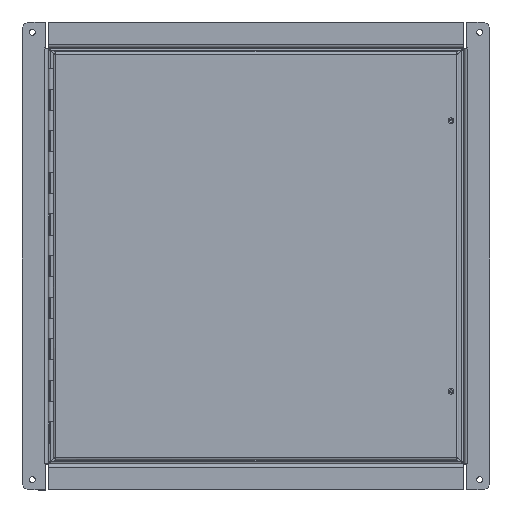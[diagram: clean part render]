
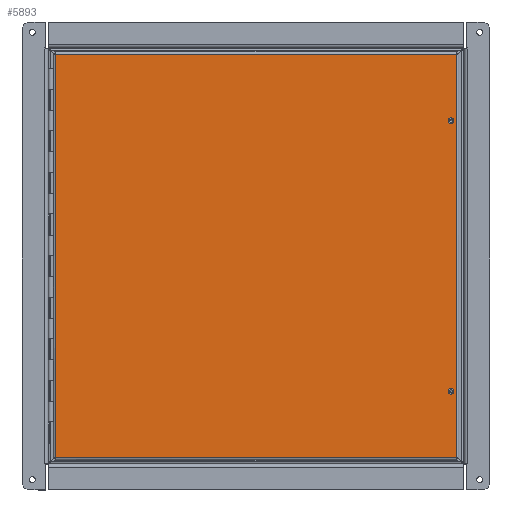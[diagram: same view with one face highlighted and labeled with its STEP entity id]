
A CAD part, top view. The second image highlights one B-rep face of the part: STEP entity #5893.
In plain terms, the highlighted planar face has unit normal (0, 0, 1).
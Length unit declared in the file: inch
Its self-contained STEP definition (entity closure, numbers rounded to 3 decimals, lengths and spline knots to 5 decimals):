
#92=FACE_BOUND($,#1146,.T.);
#93=FACE_BOUND($,#1147,.T.);
#94=FACE_BOUND($,#1148,.T.);
#181=CIRCLE($,#6247,0.1405);
#183=CIRCLE($,#6250,0.1405);
#499=PLANE($,#6280);
#1146=EDGE_LOOP($,(#4549));
#1147=EDGE_LOOP($,(#4550));
#1148=EDGE_LOOP($,(#4551,#4552,#4553,#4554));
#1620=LINE($,#9840,#2168);
#1636=LINE($,#9942,#2184);
#1651=LINE($,#10042,#2199);
#1666=LINE($,#10141,#2214);
#2168=VECTOR($,#7182,19.2895);
#2184=VECTOR($,#7212,19.4145);
#2199=VECTOR($,#7241,19.2895);
#2214=VECTOR($,#7270,19.4145);
#2660=VERTEX_POINT($,#9820);
#2662=VERTEX_POINT($,#9825);
#2665=VERTEX_POINT($,#9831);
#2666=VERTEX_POINT($,#9839);
#2677=VERTEX_POINT($,#9941);
#2687=VERTEX_POINT($,#10041);
#3276=EDGE_CURVE($,#2660,#2660,#181,.T.);
#3278=EDGE_CURVE($,#2662,#2662,#183,.T.);
#3281=EDGE_CURVE($,#2666,#2665,#1620,.T.);
#3301=EDGE_CURVE($,#2677,#2666,#1636,.T.);
#3320=EDGE_CURVE($,#2687,#2677,#1651,.T.);
#3339=EDGE_CURVE($,#2665,#2687,#1666,.T.);
#4549=ORIENTED_EDGE($,*,*,#3276,.T.);
#4550=ORIENTED_EDGE($,*,*,#3278,.T.);
#4551=ORIENTED_EDGE($,*,*,#3281,.T.);
#4552=ORIENTED_EDGE($,*,*,#3339,.T.);
#4553=ORIENTED_EDGE($,*,*,#3320,.T.);
#4554=ORIENTED_EDGE($,*,*,#3301,.T.);
#5893=ADVANCED_FACE($,(#92,#93,#94),#499,.T.);
#6247=AXIS2_PLACEMENT_3D($,#9821,#7171,#7172);
#6250=AXIS2_PLACEMENT_3D($,#9826,#7177,#7178);
#6280=AXIS2_PLACEMENT_3D($,#10228,#7297,#7298);
#7171=DIRECTION('center_axis',(0.,0.,-1.));
#7172=DIRECTION('ref_axis',(-1.,0.,0.));
#7177=DIRECTION('center_axis',(0.,0.,-1.));
#7178=DIRECTION('ref_axis',(-1.,0.,0.));
#7182=DIRECTION($,(-1.,0.,0.));
#7212=DIRECTION($,(0.,1.,0.));
#7241=DIRECTION($,(1.,0.,0.));
#7270=DIRECTION($,(0.,-1.,0.));
#7297=DIRECTION('center_axis',(0.,0.,1.));
#7298=DIRECTION('ref_axis',(1.,0.,0.));
#9820=CARTESIAN_POINT('',(9.5155,-6.5,0.074));
#9821=CARTESIAN_POINT('Origin',(9.375,-6.5,0.074));
#9825=CARTESIAN_POINT('',(9.5155,6.5,0.074));
#9826=CARTESIAN_POINT('Origin',(9.375,6.5,0.074));
#9831=CARTESIAN_POINT('',(-9.64475,9.70725,0.074));
#9839=CARTESIAN_POINT('',(9.64475,9.70725,0.074));
#9840=CARTESIAN_POINT($,(4.82238,9.70725,0.074));
#9941=CARTESIAN_POINT('',(9.64475,-9.70725,0.074));
#9942=CARTESIAN_POINT($,(9.64475,-4.85363,0.074));
#10041=CARTESIAN_POINT('',(-9.64475,-9.70725,0.074));
#10042=CARTESIAN_POINT($,(-4.82238,-9.70725,0.074));
#10141=CARTESIAN_POINT($,(-9.64475,4.85362,0.074));
#10228=CARTESIAN_POINT('Origin',(0.,0.,
0.074));
